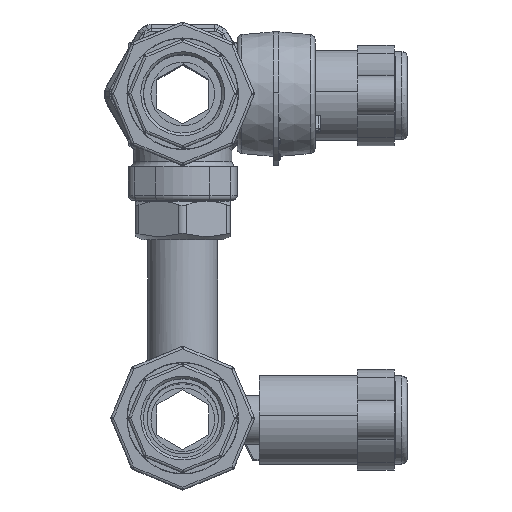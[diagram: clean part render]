
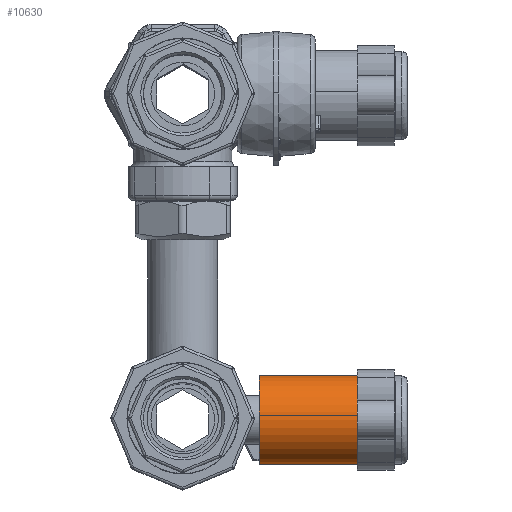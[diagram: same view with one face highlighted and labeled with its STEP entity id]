
A CAD part, top view. The second image highlights one B-rep face of the part: STEP entity #10630.
In plain terms, the highlighted cylindrical face has radius 17.25 mm (diameter 34.5 mm), a full revolution.
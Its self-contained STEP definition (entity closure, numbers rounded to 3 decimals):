
#10630=ADVANCED_FACE('',(#47620,#47622),#47624,.T.);
#47620=FACE_OUTER_BOUND('',#47621,.T.);
#47621=EDGE_LOOP('',(#86573));
#47622=FACE_OUTER_BOUND('',#47623,.T.);
#47623=EDGE_LOOP('',(#86574));
#47624=CYLINDRICAL_SURFACE('',#47625,17.25);
#47625=AXIS2_PLACEMENT_3D('',#47626,#47627,#47628);
#47626=CARTESIAN_POINT('',(-55.,0.,-367.25));
#47627=DIRECTION('',(-1.,0.,0.));
#47628=DIRECTION('',(0.,0.,1.));
#86573=ORIENTED_EDGE('',*,*,#97670,.T.);
#86574=ORIENTED_EDGE('',*,*,#97669,.T.);
#97669=EDGE_CURVE('',#105648,#105648,#105649,.T.);
#97670=EDGE_CURVE('',#105650,#105650,#105651,.T.);
#105648=VERTEX_POINT('',#137999);
#105649=CIRCLE('',#138000,17.25);
#105650=VERTEX_POINT('',#138004);
#105651=CIRCLE('',#138005,17.25);
#137999=CARTESIAN_POINT('',(29.5,0.,-350.));
#138000=AXIS2_PLACEMENT_3D('',#138001,#138002,#138003);
#138001=CARTESIAN_POINT('',(29.5,0.,-367.25));
#138002=DIRECTION('',(1.,0.,0.));
#138003=DIRECTION('',(0.,0.,1.));
#138004=CARTESIAN_POINT('',(67.3,0.,-350.));
#138005=AXIS2_PLACEMENT_3D('',#138006,#138007,#138008);
#138006=CARTESIAN_POINT('',(67.3,0.,-367.25));
#138007=DIRECTION('',(-1.,0.,0.));
#138008=DIRECTION('',(0.,0.,1.));
